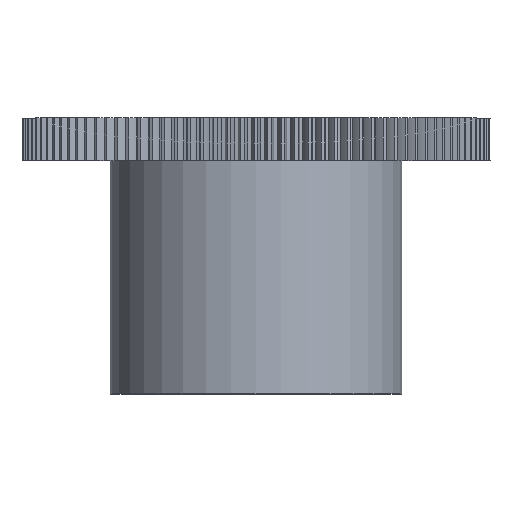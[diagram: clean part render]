
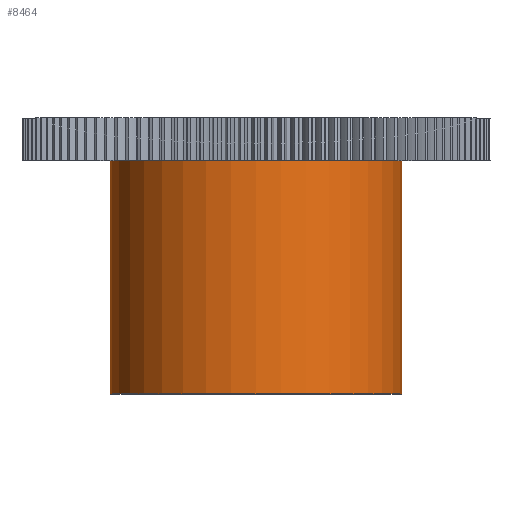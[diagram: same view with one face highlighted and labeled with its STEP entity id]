
A CAD part, top view. The second image highlights one B-rep face of the part: STEP entity #8464.
In plain terms, the highlighted cylindrical face has radius 27.5 mm (diameter 55 mm), a full revolution.
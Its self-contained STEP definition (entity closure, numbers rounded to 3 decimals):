
#480=FACE_OUTER_BOUND('',#940,.T.);
#940=EDGE_LOOP('',(#7572,#7573,#7574,#7575));
#1383=LINE('',#15586,#1824);
#1824=VECTOR('',#12923,27.5);
#2709=CIRCLE('',#9814,27.5);
#2710=CIRCLE('',#9817,27.5);
#3595=VERTEX_POINT('',#15580);
#3596=VERTEX_POINT('',#15585);
#4920=EDGE_CURVE('',#3595,#3595,#2709,.T.);
#4922=EDGE_CURVE('',#3595,#3596,#1383,.T.);
#4923=EDGE_CURVE('',#3596,#3596,#2710,.T.);
#7572=ORIENTED_EDGE('',*,*,#4920,.F.);
#7573=ORIENTED_EDGE('',*,*,#4922,.T.);
#7574=ORIENTED_EDGE('',*,*,#4923,.F.);
#7575=ORIENTED_EDGE('',*,*,#4922,.F.);
#8018=CYLINDRICAL_SURFACE('',#9816,27.5);
#8464=ADVANCED_FACE('',(#480),#8018,.T.);
#9814=AXIS2_PLACEMENT_3D('',#15581,#12916,#12917);
#9816=AXIS2_PLACEMENT_3D('',#15584,#12921,#12922);
#9817=AXIS2_PLACEMENT_3D('',#15587,#12924,#12925);
#12916=DIRECTION('center_axis',(0.,1.,0.));
#12917=DIRECTION('ref_axis',(1.,0.,0.));
#12921=DIRECTION('center_axis',(0.,1.,0.));
#12922=DIRECTION('ref_axis',(1.,0.,0.));
#12923=DIRECTION('',(0.,-1.,0.));
#12924=DIRECTION('center_axis',(0.,-1.,0.));
#12925=DIRECTION('ref_axis',(1.,0.,0.));
#15580=CARTESIAN_POINT('',(-27.5,44.,0.));
#15581=CARTESIAN_POINT('Origin',(0.,44.,0.));
#15584=CARTESIAN_POINT('Origin',(0.,0.,0.));
#15585=CARTESIAN_POINT('',(-27.5,0.,0.));
#15586=CARTESIAN_POINT('',(-27.5,0.,0.));
#15587=CARTESIAN_POINT('Origin',(0.,0.,0.));
